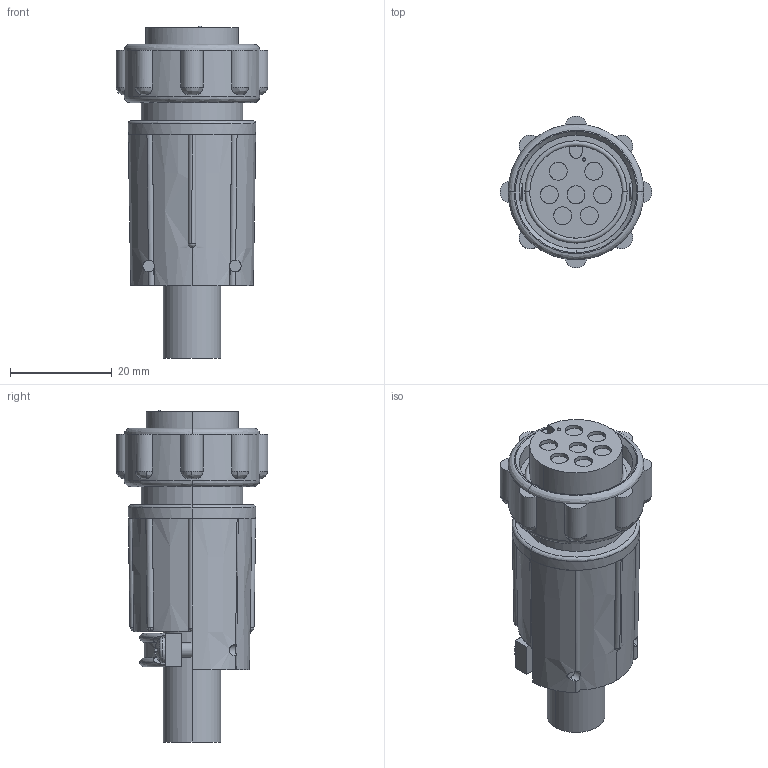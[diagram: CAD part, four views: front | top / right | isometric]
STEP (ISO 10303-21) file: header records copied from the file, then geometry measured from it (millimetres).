
FILE_DESCRIPTION (( 'STEP AP203' ), '1' );
FILE_NAME ('13182-7SG-331.STEP', '2013-09-09T18:33:06', ( 'J0FPBF1' ), ( '' ), 'SwSTEP 2.0', 'SolidWorks 2012', '' );
FILE_SCHEMA (( 'CONFIG_CONTROL_DESIGN' ));
Length unit declared in the file: inch
Products named in the file (1): 13182-7SG-331
Bounding box: 29.84 x 29.84 x 65.3 mm (x, y, z)
Volume: 21782.5 mm3; surface area: 7705.1 mm2
Topology: 1 solids, 1 shells, 245 faces, 625 edges, 395 vertices
Faces by surface type: plane 113, cylinder 78, bspline 43, cone 9, torus 2
Entity records: 9602 total; most frequent: CARTESIAN_POINT 4078, ORIENTED_EDGE 1242, DIRECTION 1011, EDGE_CURVE 621, AXIS2_PLACEMENT_3D 396, VERTEX_POINT 395, EDGE_LOOP 266, FACE_OUTER_BOUND 245
